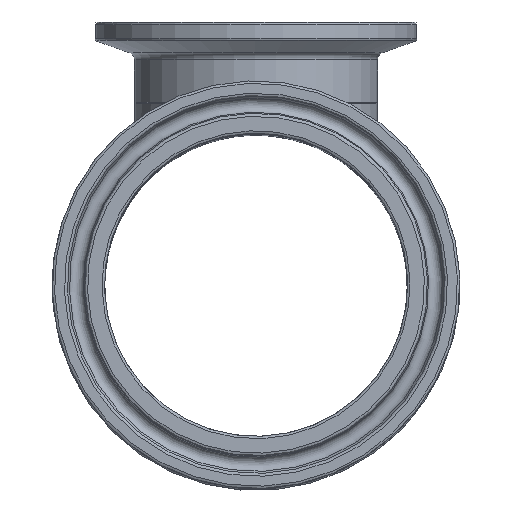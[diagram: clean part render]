
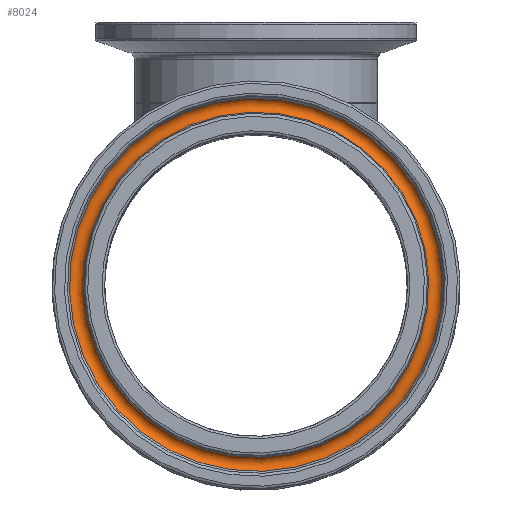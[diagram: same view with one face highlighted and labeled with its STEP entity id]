
A CAD part, top view. The second image highlights one B-rep face of the part: STEP entity #8024.
In plain terms, the highlighted toroidal (fillet/blend) face has major radius 28.169 mm and minor radius 1.194 mm.
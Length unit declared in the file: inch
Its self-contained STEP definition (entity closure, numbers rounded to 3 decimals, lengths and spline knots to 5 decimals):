
#39=TOROIDAL_SURFACE('',#8517,1.109,0.047);
#183=FACE_BOUND('',#1548,.T.);
#1008=FACE_OUTER_BOUND('',#1547,.T.);
#1547=EDGE_LOOP('',(#7399));
#1548=EDGE_LOOP('',(#7400));
#2805=CIRCLE('',#8511,1.06483);
#2807=CIRCLE('',#8515,1.15124);
#3975=VERTEX_POINT('',#17624);
#3977=VERTEX_POINT('',#17630);
#5122=EDGE_CURVE('',#3975,#3975,#2805,.T.);
#5124=EDGE_CURVE('',#3977,#3977,#2807,.T.);
#7399=ORIENTED_EDGE('',*,*,#5124,.T.);
#7400=ORIENTED_EDGE('',*,*,#5122,.F.);
#8024=ADVANCED_FACE('',(#1008,#183),#39,.F.);
#8511=AXIS2_PLACEMENT_3D('',#17625,#10008,#10009);
#8515=AXIS2_PLACEMENT_3D('',#17631,#10016,#10017);
#8517=AXIS2_PLACEMENT_3D('',#17633,#10020,#10021);
#10008=DIRECTION('center_axis',(0.,0.,
1.));
#10009=DIRECTION('ref_axis',(0.999,0.038,0.));
#10016=DIRECTION('center_axis',(0.,0.,
1.));
#10017=DIRECTION('ref_axis',(0.999,0.038,0.));
#10020=DIRECTION('center_axis',(0.,0.,
1.));
#10021=DIRECTION('ref_axis',(0.999,0.038,0.));
#17624=CARTESIAN_POINT('',(-0.0407,1.06406,3.34293));
#17625=CARTESIAN_POINT('Origin',(0.,0.,
3.34293));
#17630=CARTESIAN_POINT('',(-0.04401,1.1504,3.3384));
#17631=CARTESIAN_POINT('Origin',(0.,0.,
3.3384));
#17633=CARTESIAN_POINT('Origin',(0.,0.,
3.359));
